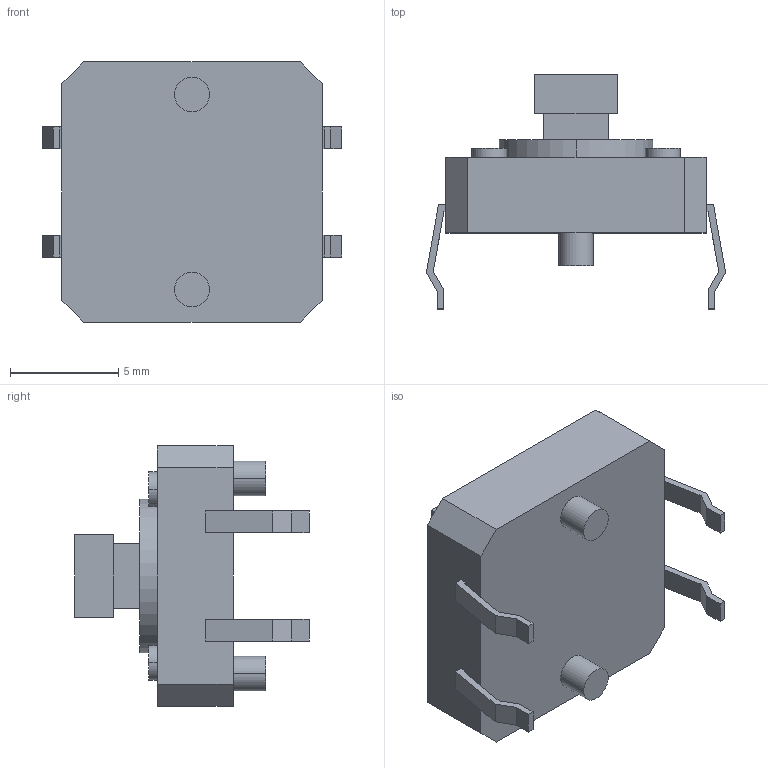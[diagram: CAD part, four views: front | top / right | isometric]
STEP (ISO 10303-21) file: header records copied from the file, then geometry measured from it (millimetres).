
FILE_DESCRIPTION(('FreeCAD Model'),'2;1');
FILE_NAME('Open CASCADE Shape Model','2024-01-30T14:32:32',('FreeCAD'),( 'FreeCAD'),'Open CASCADE STEP processor 7.6','FreeCAD','Unknown');
FILE_SCHEMA(('AUTOMOTIVE_DESIGN { 1 0 10303 214 1 1 1 1 }'));
Length unit declared in the file: millimetre
Products named in the file (1): Open CASCADE STEP translator 7.6 1
Bounding box: 13.8 x 10.8 x 12 mm (x, y, z)
Volume: 544.5 mm3; surface area: 697 mm2
Topology: 1 solids, 2 shells, 92 faces, 226 edges, 152 vertices
Faces by surface type: plane 74, cylinder 18
Entity records: 2710 total; most frequent: CARTESIAN_POINT 471, DIRECTION 452, ORIENTED_EDGE 452, EDGE_CURVE 226, LINE 186, VECTOR 186, VERTEX_POINT 152, AXIS2_PLACEMENT_3D 133
